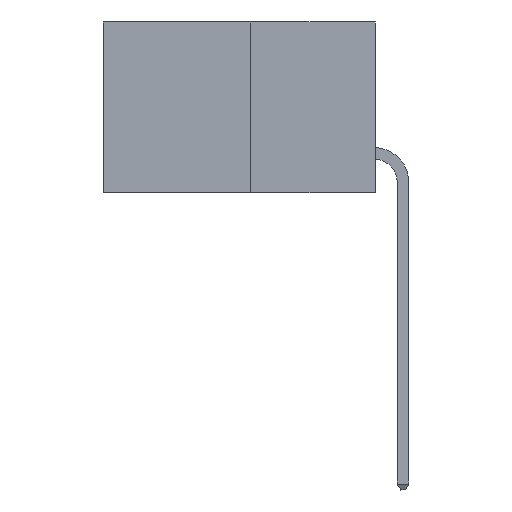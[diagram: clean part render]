
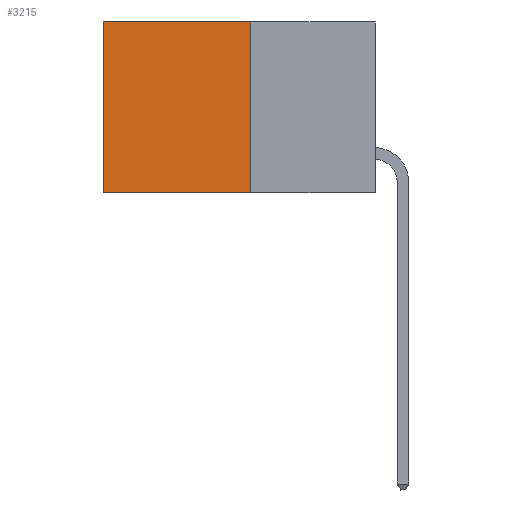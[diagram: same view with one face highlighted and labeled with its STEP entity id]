
A CAD part, left-side view. The second image highlights one B-rep face of the part: STEP entity #3215.
In plain terms, the highlighted planar face has unit normal (-1, 0, 0).
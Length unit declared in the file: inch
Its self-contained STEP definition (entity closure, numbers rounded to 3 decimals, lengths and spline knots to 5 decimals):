
#1531 = PLANE ( 'NONE',  #4401 ) ;
#2129 = LINE ( 'NONE', #4203, #8389 ) ;
#2354 = LINE ( 'NONE', #14564, #11983 ) ;
#2767 = LINE ( 'NONE', #5554, #3161 ) ;
#2793 = DIRECTION ( 'NONE',  ( 0., 0., -1. ) ) ;
#3161 = VECTOR ( 'NONE', #10682, 39.37008 ) ;
#3215 = ADVANCED_FACE ( 'NONE', ( #15264 ), #1531, .F. ) ;
#3458 = ORIENTED_EDGE ( 'NONE', *, *, #6583, .T. ) ;
#4203 = CARTESIAN_POINT ( 'NONE',  ( 0.277, 0.27, 0. ) ) ;
#4292 = VECTOR ( 'NONE', #11445, 39.37008 ) ;
#4401 = AXIS2_PLACEMENT_3D ( 'NONE', #11523, #10329, #2793 ) ;
#4490 = ORIENTED_EDGE ( 'NONE', *, *, #5789, .F. ) ;
#4669 = VERTEX_POINT ( 'NONE', #6686 ) ;
#5554 = CARTESIAN_POINT ( 'NONE',  ( 0.277, 0.59, -0.37 ) ) ;
#5789 = EDGE_CURVE ( 'NONE', #12329, #4669, #8424, .T. ) ;
#6583 = EDGE_CURVE ( 'NONE', #12329, #7566, #2129, .T. ) ;
#6686 = CARTESIAN_POINT ( 'NONE',  ( 0.277, 0.27, -0.37 ) ) ;
#7566 = VERTEX_POINT ( 'NONE', #10033 ) ;
#8035 = EDGE_LOOP ( 'NONE', ( #15719, #10735, #4490, #3458 ) ) ;
#8389 = VECTOR ( 'NONE', #15482, 39.37008 ) ;
#8424 = LINE ( 'NONE', #8967, #4292 ) ;
#8967 = CARTESIAN_POINT ( 'NONE',  ( 0.277, 0.27, -0.37 ) ) ;
#10033 = CARTESIAN_POINT ( 'NONE',  ( 0.277, 0.59, 0. ) ) ;
#10329 = DIRECTION ( 'NONE',  ( 1., 0., 0. ) ) ;
#10422 = VERTEX_POINT ( 'NONE', #15743 ) ;
#10682 = DIRECTION ( 'NONE',  ( 0., 0., -1. ) ) ;
#10735 = ORIENTED_EDGE ( 'NONE', *, *, #14959, .F. ) ;
#11445 = DIRECTION ( 'NONE',  ( 0., 0., -1. ) ) ;
#11523 = CARTESIAN_POINT ( 'NONE',  ( 0.277, 0.27, -0.37 ) ) ;
#11983 = VECTOR ( 'NONE', #15808, 39.37008 ) ;
#12329 = VERTEX_POINT ( 'NONE', #14247 ) ;
#13748 = EDGE_CURVE ( 'NONE', #7566, #10422, #2767, .T. ) ;
#14247 = CARTESIAN_POINT ( 'NONE',  ( 0.277, 0.27, 0. ) ) ;
#14564 = CARTESIAN_POINT ( 'NONE',  ( 0.277, 0.27, -0.37 ) ) ;
#14959 = EDGE_CURVE ( 'NONE', #4669, #10422, #2354, .T. ) ;
#15264 = FACE_OUTER_BOUND ( 'NONE', #8035, .T. ) ;
#15482 = DIRECTION ( 'NONE',  ( 0., 1., 0. ) ) ;
#15719 = ORIENTED_EDGE ( 'NONE', *, *, #13748, .T. ) ;
#15743 = CARTESIAN_POINT ( 'NONE',  ( 0.277, 0.59, -0.37 ) ) ;
#15808 = DIRECTION ( 'NONE',  ( 0., 1., 0. ) ) ;
